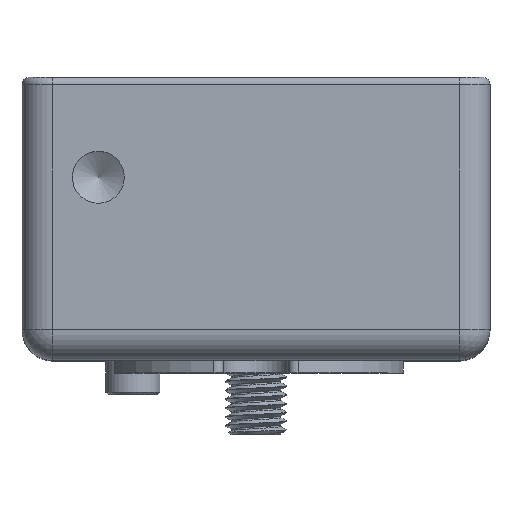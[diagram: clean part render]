
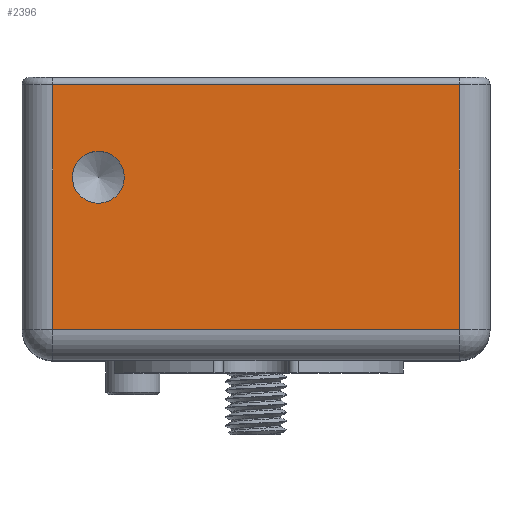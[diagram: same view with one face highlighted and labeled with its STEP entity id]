
A CAD part, top view. The second image highlights one B-rep face of the part: STEP entity #2396.
In plain terms, the highlighted planar face has unit normal (0, 0, 1).
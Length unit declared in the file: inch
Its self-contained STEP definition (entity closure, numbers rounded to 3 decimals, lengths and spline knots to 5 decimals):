
#81=FACE_BOUND('',#450,.T.);
#137=PLANE('',#2669);
#280=FACE_OUTER_BOUND('',#449,.T.);
#449=EDGE_LOOP('',(#2052,#2053,#2054,#2055));
#450=EDGE_LOOP('',(#2056));
#579=CIRCLE('',#2667,0.1055);
#720=LINE('',#14071,#847);
#726=LINE('',#14101,#853);
#730=LINE('',#14130,#857);
#735=LINE('',#14138,#862);
#847=VECTOR('',#3085,0.3937);
#853=VECTOR('',#3127,0.3937);
#857=VECTOR('',#3167,0.3937);
#862=VECTOR('',#3178,0.3937);
#1048=VERTEX_POINT('',#14065);
#1049=VERTEX_POINT('',#14069);
#1055=VERTEX_POINT('',#14100);
#1058=VERTEX_POINT('',#14107);
#1096=VERTEX_POINT('',#14242);
#1330=EDGE_CURVE('',#1049,#1048,#720,.T.);
#1345=EDGE_CURVE('',#1048,#1055,#726,.T.);
#1360=EDGE_CURVE('',#1055,#1058,#730,.T.);
#1365=EDGE_CURVE('',#1058,#1049,#735,.T.);
#1414=EDGE_CURVE('',#1096,#1096,#579,.T.);
#2052=ORIENTED_EDGE('',*,*,#1330,.F.);
#2053=ORIENTED_EDGE('',*,*,#1365,.F.);
#2054=ORIENTED_EDGE('',*,*,#1360,.F.);
#2055=ORIENTED_EDGE('',*,*,#1345,.F.);
#2056=ORIENTED_EDGE('',*,*,#1414,.T.);
#2396=ADVANCED_FACE('',(#280,#81),#137,.T.);
#2667=AXIS2_PLACEMENT_3D('',#14243,#3293,#3294);
#2669=AXIS2_PLACEMENT_3D('',#14247,#3299,#3300);
#3085=DIRECTION('',(1.,0.,0.));
#3127=DIRECTION('',(0.,-1.,0.));
#3167=DIRECTION('',(-1.,0.,0.));
#3178=DIRECTION('',(0.,1.,0.));
#3293=DIRECTION('center_axis',(0.,0.,
-1.));
#3294=DIRECTION('ref_axis',(1.,0.,0.));
#3299=DIRECTION('center_axis',(0.,0.,
1.));
#3300=DIRECTION('ref_axis',(1.,0.,0.));
#14065=CARTESIAN_POINT('',(0.12434,0.14159,1.901));
#14069=CARTESIAN_POINT('',(-1.52666,0.14159,1.901));
#14071=CARTESIAN_POINT('',(-1.17641,0.14159,1.901));
#14100=CARTESIAN_POINT('',(0.12434,-0.85341,1.901));
#14101=CARTESIAN_POINT('',(0.12434,-0.97841,1.901));
#14107=CARTESIAN_POINT('',(-1.52666,-0.85341,1.901));
#14130=CARTESIAN_POINT('',(-1.17641,-0.85341,1.901));
#14138=CARTESIAN_POINT('',(-1.52666,-0.97841,1.901));
#14242=CARTESIAN_POINT('',(-1.44716,-0.23441,1.901));
#14243=CARTESIAN_POINT('Origin',(-1.34166,-0.23441,1.901));
#14247=CARTESIAN_POINT('Origin',(-1.65166,-0.97841,1.901));
